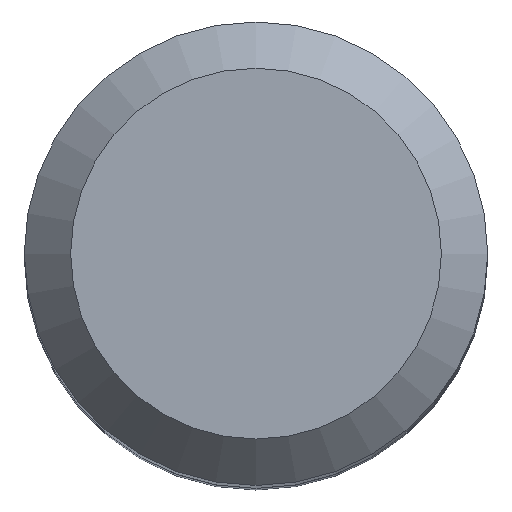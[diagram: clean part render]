
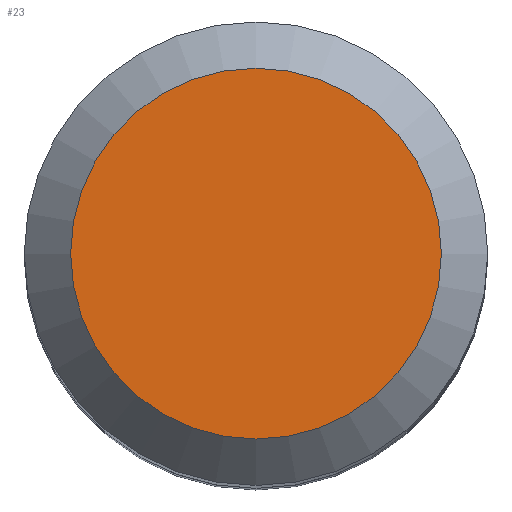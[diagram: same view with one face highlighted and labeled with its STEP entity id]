
A CAD part, top view. The second image highlights one B-rep face of the part: STEP entity #23.
In plain terms, the highlighted planar face has unit normal (0, 0, 1).
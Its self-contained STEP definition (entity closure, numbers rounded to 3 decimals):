
#23 = ADVANCED_FACE ( 'NONE', ( #30 ), #235, .F. ) ;
#30 = FACE_OUTER_BOUND ( 'NONE', #74, .T. ) ;
#45 = CARTESIAN_POINT ( 'NONE',  ( 0., 6.4, 92. ) ) ;
#50 = AXIS2_PLACEMENT_3D ( 'NONE', #253, #198, #256 ) ;
#53 = AXIS2_PLACEMENT_3D ( 'NONE', #105, #56, #147 ) ;
#56 = DIRECTION ( 'NONE',  ( 0., 0., -1. ) ) ;
#74 = EDGE_LOOP ( 'NONE', ( #139 ) ) ;
#97 = EDGE_CURVE ( 'NONE', #250, #250, #112, .T. ) ;
#105 = CARTESIAN_POINT ( 'NONE',  ( 0., 0., 92. ) ) ;
#112 = CIRCLE ( 'NONE', #53, 6.4 ) ;
#139 = ORIENTED_EDGE ( 'NONE', *, *, #97, .F. ) ;
#147 = DIRECTION ( 'NONE',  ( 0., 1., 0. ) ) ;
#198 = DIRECTION ( 'NONE',  ( 0., 0., -1. ) ) ;
#235 = PLANE ( 'NONE',  #50 ) ;
#250 = VERTEX_POINT ( 'NONE', #45 ) ;
#253 = CARTESIAN_POINT ( 'NONE',  ( 0., 0., 92. ) ) ;
#256 = DIRECTION ( 'NONE',  ( 0., 1., 0. ) ) ;
